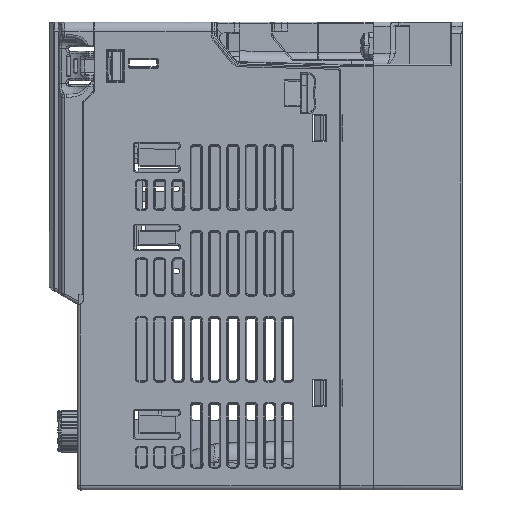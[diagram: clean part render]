
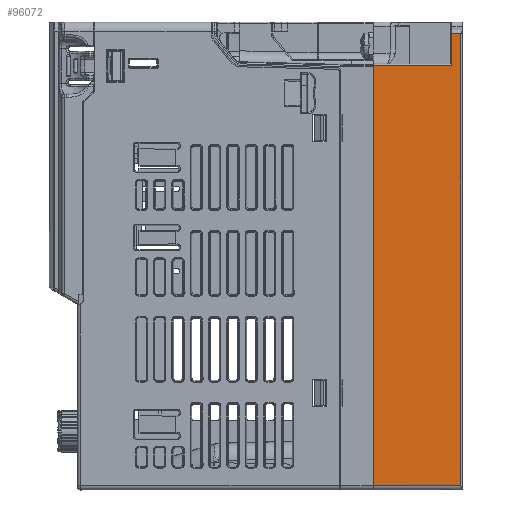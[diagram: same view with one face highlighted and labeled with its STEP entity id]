
A CAD part, left-side view. The second image highlights one B-rep face of the part: STEP entity #96072.
In plain terms, the highlighted planar face has unit normal (-1, 0, 0).
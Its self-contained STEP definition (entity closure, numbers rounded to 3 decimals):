
#592 = ORIENTED_EDGE ( 'NONE', *, *, #169535, .F. ) ;
#9508 = EDGE_CURVE ( 'NONE', #100831, #121300, #125169, .T. ) ;
#10217 = EDGE_CURVE ( 'NONE', #174659, #25692, #242010, .T. ) ;
#19280 = DIRECTION ( 'NONE',  ( 0., 1., 0. ) ) ;
#24187 = CARTESIAN_POINT ( 'NONE',  ( -34.048, -21.4, 52.1 ) ) ;
#25692 = VERTEX_POINT ( 'NONE', #24187 ) ;
#41498 = ORIENTED_EDGE ( 'NONE', *, *, #90408, .T. ) ;
#46877 = FACE_OUTER_BOUND ( 'NONE', #170800, .T. ) ;
#58642 = CARTESIAN_POINT ( 'NONE',  ( -34.048, -21.4, 60.8 ) ) ;
#59164 = VECTOR ( 'NONE', #132338, 1000. ) ;
#61031 = ORIENTED_EDGE ( 'NONE', *, *, #183535, .T. ) ;
#62248 = CARTESIAN_POINT ( 'NONE',  ( -34.048, 0., -62.8 ) ) ;
#67215 = CARTESIAN_POINT ( 'NONE',  ( -34.048, -21.4, -64. ) ) ;
#71018 = DIRECTION ( 'NONE',  ( 0., -1., 0. ) ) ;
#73625 = VECTOR ( 'NONE', #137916, 1000. ) ;
#77437 = CARTESIAN_POINT ( 'NONE',  ( -34.048, -23.9, -62.8 ) ) ;
#78084 = ORIENTED_EDGE ( 'NONE', *, *, #9508, .T. ) ;
#82358 = VECTOR ( 'NONE', #19280, 1000. ) ;
#82664 = AXIS2_PLACEMENT_3D ( 'NONE', #238630, #125772, #219041 ) ;
#83917 = VECTOR ( 'NONE', #71018, 1000. ) ;
#85140 = ORIENTED_EDGE ( 'NONE', *, *, #89880, .F. ) ;
#87628 = DIRECTION ( 'NONE',  ( 0., 0., -1. ) ) ;
#89880 = EDGE_CURVE ( 'NONE', #100831, #163423, #220223, .T. ) ;
#90408 = EDGE_CURVE ( 'NONE', #230005, #174659, #217119, .T. ) ;
#95502 = CARTESIAN_POINT ( 'NONE',  ( -34.048, 0., 0. ) ) ;
#96072 = ADVANCED_FACE ( 'NONE', ( #46877 ), #107764, .T. ) ;
#100831 = VERTEX_POINT ( 'NONE', #62248 ) ;
#101152 = CARTESIAN_POINT ( 'NONE',  ( -34.048, -23.9, -64. ) ) ;
#107764 = PLANE ( 'NONE',  #82664 ) ;
#117572 = CARTESIAN_POINT ( 'NONE',  ( -34.048, -23.9, 60.8 ) ) ;
#121300 = VERTEX_POINT ( 'NONE', #77437 ) ;
#125169 = LINE ( 'NONE', #156346, #139693 ) ;
#125772 = DIRECTION ( 'NONE',  ( -1., 0., 0. ) ) ;
#132338 = DIRECTION ( 'NONE',  ( 0., 0., 1. ) ) ;
#137916 = DIRECTION ( 'NONE',  ( 0., 0., 1. ) ) ;
#139693 = VECTOR ( 'NONE', #157177, 1000. ) ;
#145564 = CARTESIAN_POINT ( 'NONE',  ( -34.048, 0., 52.1 ) ) ;
#145928 = ORIENTED_EDGE ( 'NONE', *, *, #10217, .T. ) ;
#156346 = CARTESIAN_POINT ( 'NONE',  ( -34.048, 0., -62.8 ) ) ;
#157177 = DIRECTION ( 'NONE',  ( 0., -1., 0. ) ) ;
#163423 = VERTEX_POINT ( 'NONE', #145564 ) ;
#166709 = CARTESIAN_POINT ( 'NONE',  ( -34.048, -56.208, 52.1 ) ) ;
#169535 = EDGE_CURVE ( 'NONE', #163423, #25692, #195225, .T. ) ;
#170800 = EDGE_LOOP ( 'NONE', ( #78084, #61031, #41498, #145928, #592, #85140 ) ) ;
#174659 = VERTEX_POINT ( 'NONE', #58642 ) ;
#183535 = EDGE_CURVE ( 'NONE', #121300, #230005, #205241, .T. ) ;
#195225 = LINE ( 'NONE', #166709, #83917 ) ;
#205241 = LINE ( 'NONE', #101152, #73625 ) ;
#217119 = LINE ( 'NONE', #241665, #82358 ) ;
#219041 = DIRECTION ( 'NONE',  ( 0., 0., 1. ) ) ;
#220223 = LINE ( 'NONE', #95502, #59164 ) ;
#230005 = VERTEX_POINT ( 'NONE', #117572 ) ;
#230296 = VECTOR ( 'NONE', #87628, 1000. ) ;
#238630 = CARTESIAN_POINT ( 'NONE',  ( -34.048, 0., -64. ) ) ;
#241665 = CARTESIAN_POINT ( 'NONE',  ( -34.048, 0., 60.8 ) ) ;
#242010 = LINE ( 'NONE', #67215, #230296 ) ;
